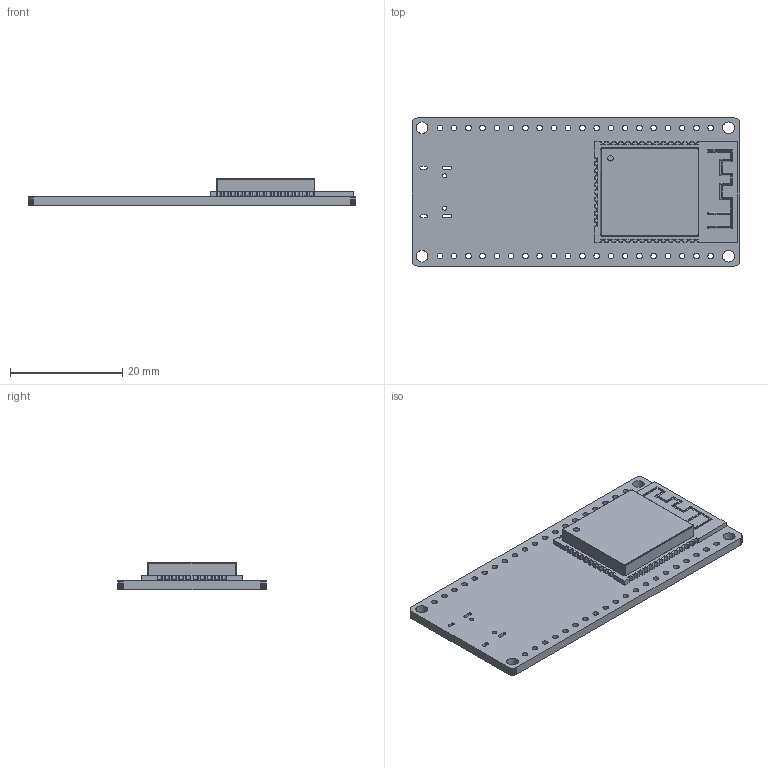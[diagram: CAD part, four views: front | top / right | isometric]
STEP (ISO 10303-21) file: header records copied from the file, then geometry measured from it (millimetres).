
FILE_DESCRIPTION(('KiCad electronic assembly'),'2;1');
FILE_NAME('ESP_Dev_Board.step','2025-01-28T14:20:00',('Pcbnew'),('Kicad' ),'Open CASCADE STEP processor 7.7','KiCad to STEP converter', 'Unknown');
FILE_SCHEMA(('AUTOMOTIVE_DESIGN { 1 0 10303 214 1 1 1 1 }'));
Length unit declared in the file: millimetre
Products named in the file (4): ESP_Dev_Board 1; ESP32-WROOM-32-N8; COMPOUND; ESP_Dev_Board PCB
Assembly tree (3 placements, depth 3):
  ESP_Dev_Board 1
    ESP32-WROOM-32-N8
      COMPOUND
    ESP_Dev_Board PCB
Bounding box: 58.44 x 26.41 x 4.87 mm (x, y, z)
Volume: 2786.8 mm3; surface area: 5587.3 mm2
Topology: 42 solids, 42 shells, 942 faces, 2536 edges, 1680 vertices
Faces by surface type: plane 736, cylinder 190, bspline 16
Full cylindrical faces by diameter (mm): 0.2 x12, 0.7 x2, 1 x40, 2.1 x4
Entity records: 65140 total; most frequent: CARTESIAN_POINT 13666, DIRECTION 9374, LINE 6748, VECTOR 6748, ORIENTED_EDGE 5072, PCURVE 5072, DEFINITIONAL_REPRESENTATION 5072, EDGE_CURVE 2536
